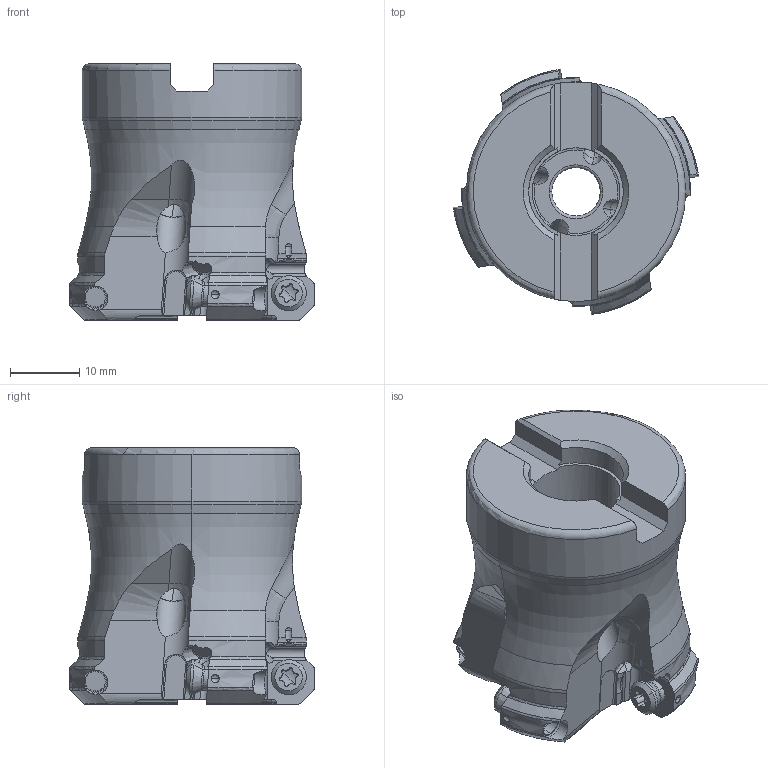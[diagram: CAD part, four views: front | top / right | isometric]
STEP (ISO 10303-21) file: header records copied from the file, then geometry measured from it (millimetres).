
FILE_DESCRIPTION(/* description */ (''),/* implementation_level */ '2;1');
FILE_NAME(/* name */ 'ARP5UPR1504SA.stp',/* time_stamp */ '2017-10-23T09:09:33+09:00',/* author */ (''),/* organization */ (''),/* preprocessor_version */ 'ST-DEVELOPER v16',/* originating_system */ 'SIEMENS PLM Software NX 10.0',/* authorisation */ '');
FILE_SCHEMA (('AUTOMOTIVE_DESIGN { 1 0 10303 214 3 1 1 1 }'));
Length unit declared in the file: millimetre
Products named in the file (1): ARP5UPR1504SA_ASM
Bounding box: 35.45 x 35.45 x 37.13 mm (x, y, z)
Volume: 19607.5 mm3; surface area: 7738.6 mm2
Topology: 5 solids, 5 shells, 553 faces, 1572 edges, 1026 vertices
Faces by surface type: cylinder 212, plane 135, torus 76, cone 66, sphere 28, extrusion 24, bspline 12
Entity records: 24727 total; most frequent: CARTESIAN_POINT 10802, ORIENTED_EDGE 3104, DIRECTION 2666, EDGE_CURVE 1552, AXIS2_PLACEMENT_3D 1101, VERTEX_POINT 1026, EDGE_LOOP 588, B_SPLINE_CURVE_WITH_KNOTS 576
